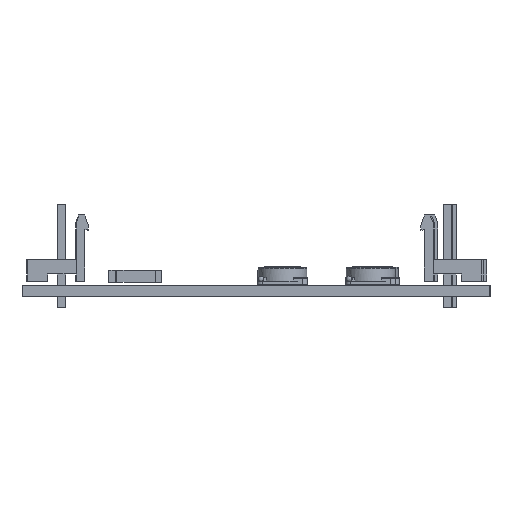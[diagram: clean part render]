
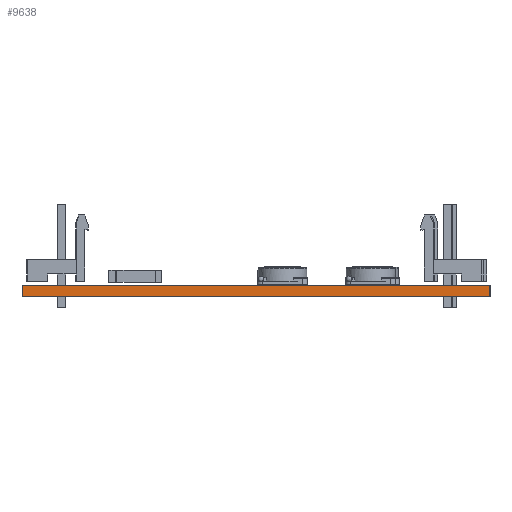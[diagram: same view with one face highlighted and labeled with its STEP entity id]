
A CAD part, left-side view. The second image highlights one B-rep face of the part: STEP entity #9638.
In plain terms, the highlighted planar face has unit normal (-1, 0, 0).
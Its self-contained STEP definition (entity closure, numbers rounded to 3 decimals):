
#9457 = PLANE('',#9458);
#9458 = AXIS2_PLACEMENT_3D('',#9459,#9460,#9461);
#9459 = CARTESIAN_POINT('',(159.244,-87.376,0.));
#9460 = DIRECTION('',(0.,-1.,0.));
#9461 = DIRECTION('',(-1.,0.,0.));
#9482 = VERTEX_POINT('',#9483);
#9483 = CARTESIAN_POINT('',(59.295,-87.376,1.6));
#9497 = PLANE('',#9498);
#9498 = AXIS2_PLACEMENT_3D('',#9499,#9500,#9501);
#9499 = CARTESIAN_POINT('',(109.27,-119.888,1.6));
#9500 = DIRECTION('',(0.,0.,1.));
#9501 = DIRECTION('',(1.,0.,-0.));
#9509 = EDGE_CURVE('',#9510,#9482,#9512,.T.);
#9510 = VERTEX_POINT('',#9511);
#9511 = CARTESIAN_POINT('',(59.295,-87.376,0.));
#9512 = SURFACE_CURVE('',#9513,(#9517,#9524),.PCURVE_S1.);
#9513 = LINE('',#9514,#9515);
#9514 = CARTESIAN_POINT('',(59.295,-87.376,0.));
#9515 = VECTOR('',#9516,1.);
#9516 = DIRECTION('',(0.,0.,1.));
#9517 = PCURVE('',#9457,#9518);
#9518 = DEFINITIONAL_REPRESENTATION('',(#9519),#9523);
#9519 = LINE('',#9520,#9521);
#9520 = CARTESIAN_POINT('',(99.949,0.));
#9521 = VECTOR('',#9522,1.);
#9522 = DIRECTION('',(0.,-1.));
#9523 = ( GEOMETRIC_REPRESENTATION_CONTEXT(2) 
PARAMETRIC_REPRESENTATION_CONTEXT() REPRESENTATION_CONTEXT('2D SPACE',''
  ) );
#9524 = PCURVE('',#9525,#9530);
#9525 = PLANE('',#9526);
#9526 = AXIS2_PLACEMENT_3D('',#9527,#9528,#9529);
#9527 = CARTESIAN_POINT('',(59.295,-87.376,0.));
#9528 = DIRECTION('',(1.,0.,-0.));
#9529 = DIRECTION('',(0.,-1.,0.));
#9530 = DEFINITIONAL_REPRESENTATION('',(#9531),#9535);
#9531 = LINE('',#9532,#9533);
#9532 = CARTESIAN_POINT('',(0.,0.));
#9533 = VECTOR('',#9534,1.);
#9534 = DIRECTION('',(0.,-1.));
#9535 = ( GEOMETRIC_REPRESENTATION_CONTEXT(2) 
PARAMETRIC_REPRESENTATION_CONTEXT() REPRESENTATION_CONTEXT('2D SPACE',''
  ) );
#9551 = PLANE('',#9552);
#9552 = AXIS2_PLACEMENT_3D('',#9553,#9554,#9555);
#9553 = CARTESIAN_POINT('',(109.27,-119.888,0.));
#9554 = DIRECTION('',(0.,0.,1.));
#9555 = DIRECTION('',(1.,0.,-0.));
#9638 = ADVANCED_FACE('',(#9639),#9525,.F.);
#9639 = FACE_BOUND('',#9640,.F.);
#9640 = EDGE_LOOP('',(#9641,#9642,#9665,#9693));
#9641 = ORIENTED_EDGE('',*,*,#9509,.T.);
#9642 = ORIENTED_EDGE('',*,*,#9643,.T.);
#9643 = EDGE_CURVE('',#9482,#9644,#9646,.T.);
#9644 = VERTEX_POINT('',#9645);
#9645 = CARTESIAN_POINT('',(59.295,-152.4,1.6));
#9646 = SURFACE_CURVE('',#9647,(#9651,#9658),.PCURVE_S1.);
#9647 = LINE('',#9648,#9649);
#9648 = CARTESIAN_POINT('',(59.295,-87.376,1.6));
#9649 = VECTOR('',#9650,1.);
#9650 = DIRECTION('',(0.,-1.,0.));
#9651 = PCURVE('',#9525,#9652);
#9652 = DEFINITIONAL_REPRESENTATION('',(#9653),#9657);
#9653 = LINE('',#9654,#9655);
#9654 = CARTESIAN_POINT('',(0.,-1.6));
#9655 = VECTOR('',#9656,1.);
#9656 = DIRECTION('',(1.,0.));
#9657 = ( GEOMETRIC_REPRESENTATION_CONTEXT(2) 
PARAMETRIC_REPRESENTATION_CONTEXT() REPRESENTATION_CONTEXT('2D SPACE',''
  ) );
#9658 = PCURVE('',#9497,#9659);
#9659 = DEFINITIONAL_REPRESENTATION('',(#9660),#9664);
#9660 = LINE('',#9661,#9662);
#9661 = CARTESIAN_POINT('',(-49.975,32.512));
#9662 = VECTOR('',#9663,1.);
#9663 = DIRECTION('',(0.,-1.));
#9664 = ( GEOMETRIC_REPRESENTATION_CONTEXT(2) 
PARAMETRIC_REPRESENTATION_CONTEXT() REPRESENTATION_CONTEXT('2D SPACE',''
  ) );
#9665 = ORIENTED_EDGE('',*,*,#9666,.F.);
#9666 = EDGE_CURVE('',#9667,#9644,#9669,.T.);
#9667 = VERTEX_POINT('',#9668);
#9668 = CARTESIAN_POINT('',(59.295,-152.4,0.));
#9669 = SURFACE_CURVE('',#9670,(#9674,#9681),.PCURVE_S1.);
#9670 = LINE('',#9671,#9672);
#9671 = CARTESIAN_POINT('',(59.295,-152.4,0.));
#9672 = VECTOR('',#9673,1.);
#9673 = DIRECTION('',(0.,0.,1.));
#9674 = PCURVE('',#9525,#9675);
#9675 = DEFINITIONAL_REPRESENTATION('',(#9676),#9680);
#9676 = LINE('',#9677,#9678);
#9677 = CARTESIAN_POINT('',(65.024,0.));
#9678 = VECTOR('',#9679,1.);
#9679 = DIRECTION('',(0.,-1.));
#9680 = ( GEOMETRIC_REPRESENTATION_CONTEXT(2) 
PARAMETRIC_REPRESENTATION_CONTEXT() REPRESENTATION_CONTEXT('2D SPACE',''
  ) );
#9681 = PCURVE('',#9682,#9687);
#9682 = PLANE('',#9683);
#9683 = AXIS2_PLACEMENT_3D('',#9684,#9685,#9686);
#9684 = CARTESIAN_POINT('',(59.295,-152.4,0.));
#9685 = DIRECTION('',(0.,1.,0.));
#9686 = DIRECTION('',(1.,0.,0.));
#9687 = DEFINITIONAL_REPRESENTATION('',(#9688),#9692);
#9688 = LINE('',#9689,#9690);
#9689 = CARTESIAN_POINT('',(0.,0.));
#9690 = VECTOR('',#9691,1.);
#9691 = DIRECTION('',(0.,-1.));
#9692 = ( GEOMETRIC_REPRESENTATION_CONTEXT(2) 
PARAMETRIC_REPRESENTATION_CONTEXT() REPRESENTATION_CONTEXT('2D SPACE',''
  ) );
#9693 = ORIENTED_EDGE('',*,*,#9694,.F.);
#9694 = EDGE_CURVE('',#9510,#9667,#9695,.T.);
#9695 = SURFACE_CURVE('',#9696,(#9700,#9707),.PCURVE_S1.);
#9696 = LINE('',#9697,#9698);
#9697 = CARTESIAN_POINT('',(59.295,-87.376,0.));
#9698 = VECTOR('',#9699,1.);
#9699 = DIRECTION('',(0.,-1.,0.));
#9700 = PCURVE('',#9525,#9701);
#9701 = DEFINITIONAL_REPRESENTATION('',(#9702),#9706);
#9702 = LINE('',#9703,#9704);
#9703 = CARTESIAN_POINT('',(0.,0.));
#9704 = VECTOR('',#9705,1.);
#9705 = DIRECTION('',(1.,0.));
#9706 = ( GEOMETRIC_REPRESENTATION_CONTEXT(2) 
PARAMETRIC_REPRESENTATION_CONTEXT() REPRESENTATION_CONTEXT('2D SPACE',''
  ) );
#9707 = PCURVE('',#9551,#9708);
#9708 = DEFINITIONAL_REPRESENTATION('',(#9709),#9713);
#9709 = LINE('',#9710,#9711);
#9710 = CARTESIAN_POINT('',(-49.975,32.512));
#9711 = VECTOR('',#9712,1.);
#9712 = DIRECTION('',(0.,-1.));
#9713 = ( GEOMETRIC_REPRESENTATION_CONTEXT(2) 
PARAMETRIC_REPRESENTATION_CONTEXT() REPRESENTATION_CONTEXT('2D SPACE',''
  ) );
